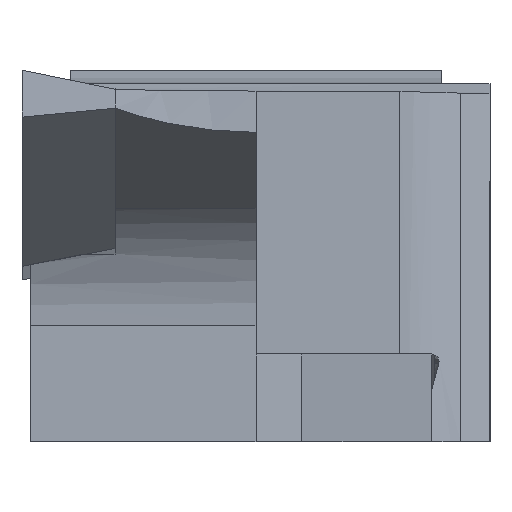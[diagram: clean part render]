
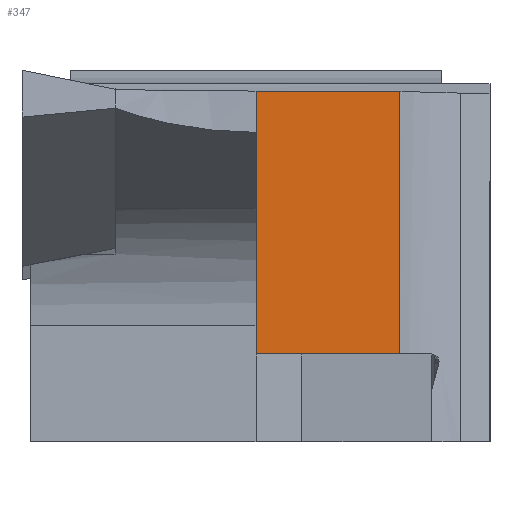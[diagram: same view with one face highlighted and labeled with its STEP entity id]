
A CAD part, left-side view. The second image highlights one B-rep face of the part: STEP entity #347.
In plain terms, the highlighted planar face has unit normal (-1, 0, 0).
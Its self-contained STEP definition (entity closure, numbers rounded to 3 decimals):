
#145 = DIRECTION ( 'NONE',  ( 0., 1., 0. ) ) ;
#347 = ADVANCED_FACE ( 'NONE', ( #2527 ), #419, .F. ) ;
#419 = PLANE ( 'NONE',  #1228 ) ;
#452 = DIRECTION ( 'NONE',  ( 0., 0., 1. ) ) ;
#485 = CARTESIAN_POINT ( 'NONE',  ( -98.3, -4.92, 133.99 ) ) ;
#591 = CARTESIAN_POINT ( 'NONE',  ( -98.3, 0., 6.35 ) ) ;
#663 = CARTESIAN_POINT ( 'NONE',  ( -98.3, -178.477, 5.64 ) ) ;
#724 = LINE ( 'NONE', #1471, #3347 ) ;
#882 = VERTEX_POINT ( 'NONE', #3408 ) ;
#926 = EDGE_LOOP ( 'NONE', ( #3266, #3284, #1253, #2382, #2735, #3050 ) ) ;
#1009 = CARTESIAN_POINT ( 'NONE',  ( -98.3, -4.912, -3.35 ) ) ;
#1089 = VERTEX_POINT ( 'NONE', #1009 ) ;
#1126 = EDGE_CURVE ( 'NONE', #3368, #1184, #724, .T. ) ;
#1154 = EDGE_CURVE ( 'NONE', #3322, #3368, #2759, .T. ) ;
#1161 = LINE ( 'NONE', #1944, #2518 ) ;
#1184 = VERTEX_POINT ( 'NONE', #2623 ) ;
#1208 = LINE ( 'NONE', #485, #2992 ) ;
#1228 = AXIS2_PLACEMENT_3D ( 'NONE', #591, #2741, #2797 ) ;
#1253 = ORIENTED_EDGE ( 'NONE', *, *, #1154, .T. ) ;
#1281 = DIRECTION ( 'NONE',  ( 0., 1., 0. ) ) ;
#1351 = VECTOR ( 'NONE', #1281, 1000. ) ;
#1418 = VECTOR ( 'NONE', #2221, 1000. ) ;
#1471 = CARTESIAN_POINT ( 'NONE',  ( -98.3, 0., 0. ) ) ;
#1493 = CARTESIAN_POINT ( 'NONE',  ( -98.3, 0., 6.35 ) ) ;
#1521 = CARTESIAN_POINT ( 'NONE',  ( -98.3, -4.92, -3.35 ) ) ;
#1534 = DIRECTION ( 'NONE',  ( 0., 0., -1. ) ) ;
#1785 = VERTEX_POINT ( 'NONE', #1521 ) ;
#1795 = EDGE_CURVE ( 'NONE', #1785, #1089, #2008, .T. ) ;
#1811 = EDGE_CURVE ( 'NONE', #1089, #1184, #1161, .T. ) ;
#1930 = EDGE_CURVE ( 'NONE', #3322, #882, #2772, .T. ) ;
#1944 = CARTESIAN_POINT ( 'NONE',  ( -98.3, -4.55, -3.35 ) ) ;
#1997 = DIRECTION ( 'NONE',  ( 0., 0., -1. ) ) ;
#2008 = LINE ( 'NONE', #2734, #1351 ) ;
#2049 = VECTOR ( 'NONE', #1997, 1000. ) ;
#2182 = CARTESIAN_POINT ( 'NONE',  ( -98.3, 0., 4.228 ) ) ;
#2221 = DIRECTION ( 'NONE',  ( 0., -1., 0. ) ) ;
#2306 = EDGE_CURVE ( 'NONE', #1785, #882, #1208, .T. ) ;
#2382 = ORIENTED_EDGE ( 'NONE', *, *, #1126, .T. ) ;
#2518 = VECTOR ( 'NONE', #145, 1000. ) ;
#2527 = FACE_OUTER_BOUND ( 'NONE', #926, .T. ) ;
#2623 = CARTESIAN_POINT ( 'NONE',  ( -98.3, 0., -3.35 ) ) ;
#2734 = CARTESIAN_POINT ( 'NONE',  ( -98.3, -4.55, -3.35 ) ) ;
#2735 = ORIENTED_EDGE ( 'NONE', *, *, #1811, .F. ) ;
#2741 = DIRECTION ( 'NONE',  ( 1., 0., 0. ) ) ;
#2759 = LINE ( 'NONE', #1493, #2049 ) ;
#2772 = LINE ( 'NONE', #663, #1418 ) ;
#2797 = DIRECTION ( 'NONE',  ( 0., 0., -1. ) ) ;
#2992 = VECTOR ( 'NONE', #452, 1000. ) ;
#3050 = ORIENTED_EDGE ( 'NONE', *, *, #1795, .F. ) ;
#3112 = CARTESIAN_POINT ( 'NONE',  ( -98.3, 0., 5.64 ) ) ;
#3266 = ORIENTED_EDGE ( 'NONE', *, *, #2306, .T. ) ;
#3284 = ORIENTED_EDGE ( 'NONE', *, *, #1930, .F. ) ;
#3322 = VERTEX_POINT ( 'NONE', #3112 ) ;
#3347 = VECTOR ( 'NONE', #1534, 1000. ) ;
#3368 = VERTEX_POINT ( 'NONE', #2182 ) ;
#3408 = CARTESIAN_POINT ( 'NONE',  ( -98.3, -4.92, 5.64 ) ) ;
